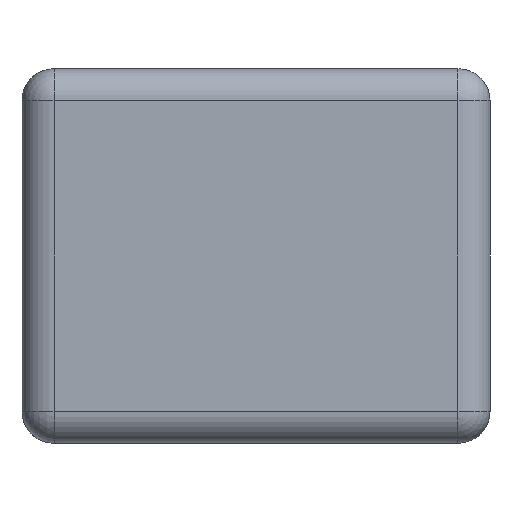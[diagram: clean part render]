
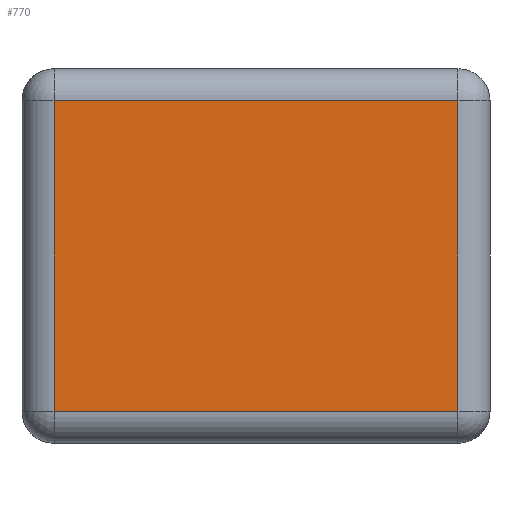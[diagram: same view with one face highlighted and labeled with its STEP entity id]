
A CAD part, left-side view. The second image highlights one B-rep face of the part: STEP entity #770.
In plain terms, the highlighted planar face has unit normal (-1, 0, 0).
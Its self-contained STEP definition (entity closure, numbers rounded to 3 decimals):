
#21 = CARTESIAN_POINT ( 'NONE',  ( -1.675, 0.755, 0.12 ) ) ;
#36 = EDGE_CURVE ( 'NONE', #1193, #562, #175, .T. ) ;
#37 = VERTEX_POINT ( 'NONE', #1241 ) ;
#59 = EDGE_CURVE ( 'NONE', #37, #973, #797, .T. ) ;
#74 = CARTESIAN_POINT ( 'NONE',  ( -1.675, -0.755, 0.12 ) ) ;
#98 = AXIS2_PLACEMENT_3D ( 'NONE', #995, #443, #162 ) ;
#130 = ORIENTED_EDGE ( 'NONE', *, *, #36, .F. ) ;
#156 = CARTESIAN_POINT ( 'NONE',  ( -1.675, 0.755, 0.12 ) ) ;
#162 = DIRECTION ( 'NONE',  ( 0., 0., 1. ) ) ;
#175 = LINE ( 'NONE', #713, #1173 ) ;
#240 = LINE ( 'NONE', #21, #527 ) ;
#321 = FACE_OUTER_BOUND ( 'NONE', #835, .T. ) ;
#443 = DIRECTION ( 'NONE',  ( -1., 0., 0. ) ) ;
#474 = DIRECTION ( 'NONE',  ( 0., 1., 0. ) ) ;
#527 = VECTOR ( 'NONE', #1322, 1000. ) ;
#533 = EDGE_CURVE ( 'NONE', #1193, #37, #581, .T. ) ;
#538 = EDGE_CURVE ( 'NONE', #562, #973, #240, .T. ) ;
#551 = VECTOR ( 'NONE', #1131, 1000. ) ;
#562 = VERTEX_POINT ( 'NONE', #156 ) ;
#581 = LINE ( 'NONE', #1329, #1318 ) ;
#636 = ORIENTED_EDGE ( 'NONE', *, *, #59, .T. ) ;
#703 = PLANE ( 'NONE',  #98 ) ;
#713 = CARTESIAN_POINT ( 'NONE',  ( -1.675, -0.755, 0.12 ) ) ;
#770 = ADVANCED_FACE ( 'NONE', ( #321 ), #703, .T. ) ;
#797 = LINE ( 'NONE', #1145, #551 ) ;
#835 = EDGE_LOOP ( 'NONE', ( #130, #918, #636, #1171 ) ) ;
#890 = DIRECTION ( 'NONE',  ( 0., 0., 1. ) ) ;
#918 = ORIENTED_EDGE ( 'NONE', *, *, #533, .T. ) ;
#973 = VERTEX_POINT ( 'NONE', #1168 ) ;
#995 = CARTESIAN_POINT ( 'NONE',  ( -1.675, -0.875, 0. ) ) ;
#1131 = DIRECTION ( 'NONE',  ( 0., 1., 0. ) ) ;
#1145 = CARTESIAN_POINT ( 'NONE',  ( -1.675, -0.755, 1.28 ) ) ;
#1168 = CARTESIAN_POINT ( 'NONE',  ( -1.675, 0.755, 1.28 ) ) ;
#1171 = ORIENTED_EDGE ( 'NONE', *, *, #538, .F. ) ;
#1173 = VECTOR ( 'NONE', #474, 1000. ) ;
#1193 = VERTEX_POINT ( 'NONE', #74 ) ;
#1241 = CARTESIAN_POINT ( 'NONE',  ( -1.675, -0.755, 1.28 ) ) ;
#1318 = VECTOR ( 'NONE', #890, 1000. ) ;
#1322 = DIRECTION ( 'NONE',  ( 0., 0., 1. ) ) ;
#1329 = CARTESIAN_POINT ( 'NONE',  ( -1.675, -0.755, 0.12 ) ) ;
